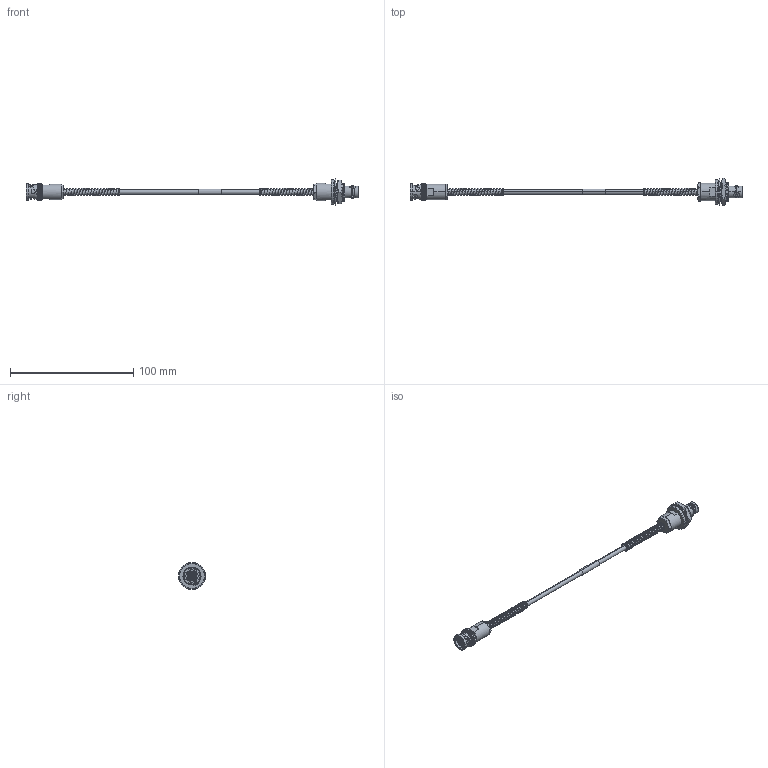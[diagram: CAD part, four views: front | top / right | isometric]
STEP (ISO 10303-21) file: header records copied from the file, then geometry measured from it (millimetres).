
FILE_DESCRIPTION (( 'STEP AP214' ), '1' );
FILE_NAME ('FM3MSA00445_3D.step', '2023-08-16T19:31:26', ( '' ), ( '' ), 'SwSTEP 2.0', 'SolidWorks 2022', '' );
FILE_SCHEMA (( 'AUTOMOTIVE_DESIGN' ));
Length unit declared in the file: inch
Products named in the file (14): 10-06030-XXX-MA2_With Strain Relief; BJ74-MA5; FM3MSA00445_3D; BJ74-MA1; BJ74-MA6; 1AW01-003_.182 ID x .75" long; BJ74-MA4; BJ74-MA3; BJ74-47_WITH SR; BJ74-MA2; 10-06030-XXX_With Strain Relief; 10-06030-XXX-MA1; 30-02003_8"; 10-06030-XXX-MA3
Assembly tree (13 placements, depth 3):
  FM3MSA00445_3D
    30-02003_8"
    10-06030-XXX_With Strain Relief
      10-06030-XXX-MA1
      10-06030-XXX-MA2_With Strain Relief
      10-06030-XXX-MA3
    BJ74-47_WITH SR
      BJ74-MA1
      BJ74-MA5
      BJ74-MA2
      BJ74-MA3
      BJ74-MA4
      BJ74-MA6
    1AW01-003_.182 ID x .75" long
Bounding box: 269.84 x 22 x 22 mm (x, y, z)
Volume: 10321 mm3; surface area: 13442 mm2
Topology: 11 solids, 11 shells, 1033 faces, 2860 edges, 1871 vertices
Faces by surface type: cylinder 500, torus 212, plane 181, cone 87, bspline 53
Entity records: 60891 total; most frequent: CARTESIAN_POINT 34140, ORIENTED_EDGE 5712, DIRECTION 5267, EDGE_CURVE 2856, AXIS2_PLACEMENT_3D 2208, VERTEX_POINT 1871, CIRCLE 1210, EDGE_LOOP 1083
